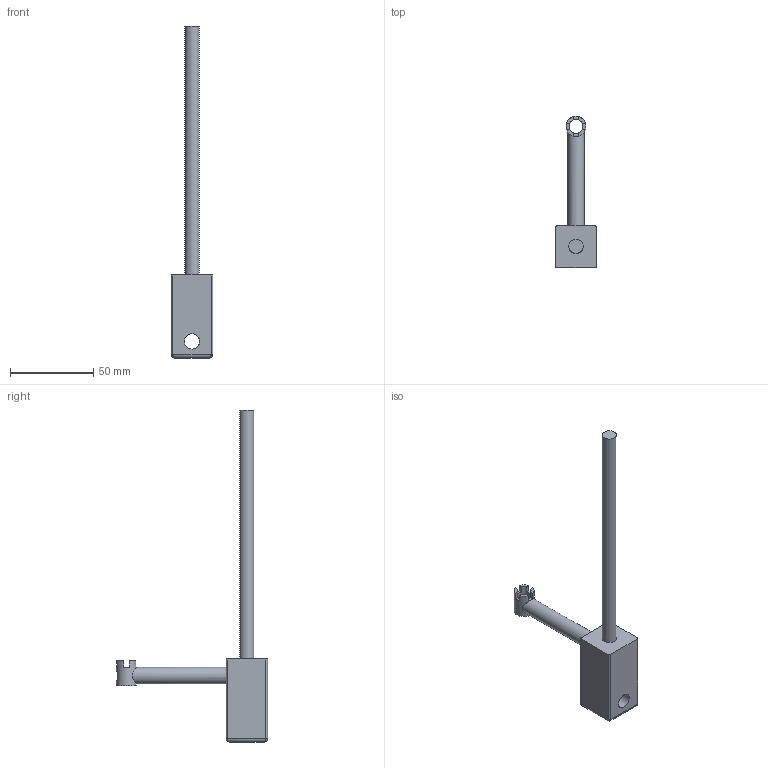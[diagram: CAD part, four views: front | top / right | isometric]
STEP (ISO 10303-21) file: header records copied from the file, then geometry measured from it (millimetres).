
FILE_DESCRIPTION(/* description */ (''),/* implementation_level */ '2;1');
FILE_NAME(/* name */ 'sensor_pole2 v1.step',/* time_stamp */ '2023-12-06T22:39:10Z',/* author */ (''),/* organization */ (''),/* preprocessor_version */ 'ST-DEVELOPER v19',/* originating_system */ 'Autodesk Translation Framework v11.7.0.108',/* authorisation */ '');
FILE_SCHEMA (('AUTOMOTIVE_DESIGN { 1 0 10303 214 3 1 1 }'));
Length unit declared in the file: millimetre
Products named in the file (1): sensor_pole2
Bounding box: 25 x 91 x 200 mm (x, y, z)
Volume: 42830 mm3; surface area: 13481.6 mm2
Topology: 1 solids, 1 shells, 57 faces, 150 edges, 94 vertices
Faces by surface type: plane 38, cylinder 15, bspline 4
Full cylindrical faces by diameter (mm): 3 x1, 4.9 x1, 8.4 x1, 8.6 x1, 9.2 x1, 10 x1, 12 x1
Entity records: 1976 total; most frequent: CARTESIAN_POINT 525, DIRECTION 297, ORIENTED_EDGE 292, EDGE_CURVE 146, AXIS2_PLACEMENT_3D 104, VERTEX_POINT 94, LINE 89, VECTOR 89
